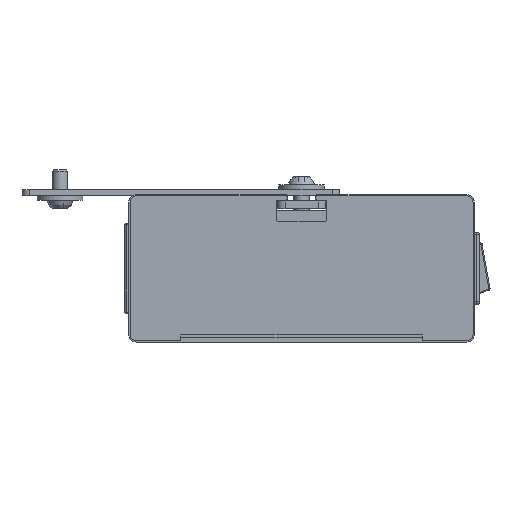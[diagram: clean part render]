
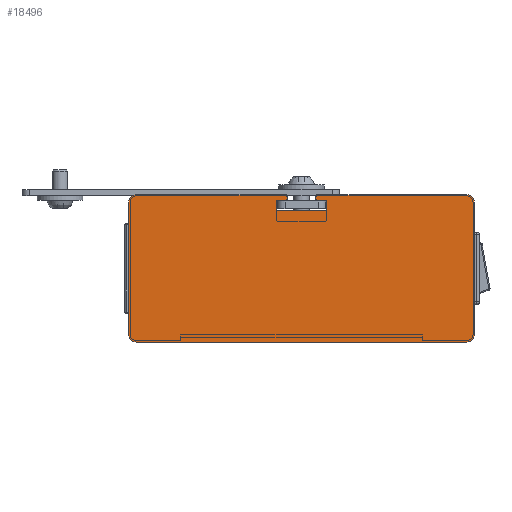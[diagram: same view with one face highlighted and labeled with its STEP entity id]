
A CAD part, left-side view. The second image highlights one B-rep face of the part: STEP entity #18496.
In plain terms, the highlighted planar face has unit normal (-1, 0, 0).
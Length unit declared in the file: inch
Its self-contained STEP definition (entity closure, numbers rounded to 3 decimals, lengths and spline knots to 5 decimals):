
#600=CIRCLE('',#19888,0.00787);
#602=CIRCLE('',#19892,0.00787);
#604=CIRCLE('',#19896,0.00787);
#606=CIRCLE('',#19900,0.00787);
#608=CIRCLE('',#19904,0.02953);
#610=CIRCLE('',#19908,0.02953);
#612=CIRCLE('',#19912,0.11811);
#614=CIRCLE('',#19916,0.11811);
#616=CIRCLE('',#19920,0.11811);
#618=CIRCLE('',#19924,0.11811);
#620=CIRCLE('',#19928,0.02953);
#622=CIRCLE('',#19932,0.02953);
#1040=FACE_OUTER_BOUND('',#2015,.T.);
#2015=EDGE_LOOP('',(#12488,#12489,#12490,#12491,#12492,#12493,#12494,#12495,
#12496,#12497,#12498,#12499,#12500,#12501,#12502,#12503,#12504,#12505,#12506,
#12507,#12508,#12509,#12510,#12511));
#3301=LINE('',#26138,#5638);
#3306=LINE('',#26151,#5643);
#3310=LINE('',#26163,#5647);
#3314=LINE('',#26175,#5651);
#3318=LINE('',#26187,#5655);
#3322=LINE('',#26199,#5659);
#3326=LINE('',#26211,#5663);
#3330=LINE('',#26223,#5667);
#3334=LINE('',#26235,#5671);
#3338=LINE('',#26247,#5675);
#3342=LINE('',#26259,#5679);
#3346=LINE('',#26271,#5683);
#5638=VECTOR('',#21194,1.);
#5643=VECTOR('',#21207,1.);
#5647=VECTOR('',#21219,1.);
#5651=VECTOR('',#21231,1.);
#5655=VECTOR('',#21243,1.);
#5659=VECTOR('',#21255,1.);
#5663=VECTOR('',#21267,1.);
#5667=VECTOR('',#21279,1.);
#5671=VECTOR('',#21291,1.);
#5675=VECTOR('',#21303,1.);
#5679=VECTOR('',#21315,1.);
#5683=VECTOR('',#21327,1.);
#7975=VERTEX_POINT('',#26135);
#7976=VERTEX_POINT('',#26137);
#7978=VERTEX_POINT('',#26143);
#7980=VERTEX_POINT('',#26149);
#7982=VERTEX_POINT('',#26155);
#7984=VERTEX_POINT('',#26161);
#7986=VERTEX_POINT('',#26167);
#7988=VERTEX_POINT('',#26173);
#7990=VERTEX_POINT('',#26179);
#7992=VERTEX_POINT('',#26185);
#7994=VERTEX_POINT('',#26191);
#7996=VERTEX_POINT('',#26197);
#7998=VERTEX_POINT('',#26203);
#8000=VERTEX_POINT('',#26209);
#8002=VERTEX_POINT('',#26215);
#8004=VERTEX_POINT('',#26221);
#8006=VERTEX_POINT('',#26227);
#8008=VERTEX_POINT('',#26233);
#8010=VERTEX_POINT('',#26239);
#8012=VERTEX_POINT('',#26245);
#8014=VERTEX_POINT('',#26251);
#8016=VERTEX_POINT('',#26257);
#8018=VERTEX_POINT('',#26263);
#8020=VERTEX_POINT('',#26269);
#9720=EDGE_CURVE('',#7975,#7976,#3301,.T.);
#9724=EDGE_CURVE('',#7975,#7978,#600,.T.);
#9727=EDGE_CURVE('',#7978,#7980,#3306,.T.);
#9730=EDGE_CURVE('',#7980,#7982,#602,.T.);
#9733=EDGE_CURVE('',#7982,#7984,#3310,.T.);
#9736=EDGE_CURVE('',#7984,#7986,#604,.T.);
#9739=EDGE_CURVE('',#7988,#7986,#3314,.T.);
#9742=EDGE_CURVE('',#7988,#7990,#606,.T.);
#9745=EDGE_CURVE('',#7990,#7992,#3318,.T.);
#9748=EDGE_CURVE('',#7994,#7992,#608,.T.);
#9751=EDGE_CURVE('',#7996,#7994,#3322,.T.);
#9754=EDGE_CURVE('',#7998,#7996,#610,.T.);
#9757=EDGE_CURVE('',#7998,#8000,#3326,.T.);
#9760=EDGE_CURVE('',#8002,#8000,#612,.T.);
#9763=EDGE_CURVE('',#8002,#8004,#3330,.T.);
#9766=EDGE_CURVE('',#8006,#8004,#614,.T.);
#9769=EDGE_CURVE('',#8006,#8008,#3334,.T.);
#9772=EDGE_CURVE('',#8010,#8008,#616,.T.);
#9775=EDGE_CURVE('',#8010,#8012,#3338,.T.);
#9778=EDGE_CURVE('',#8014,#8012,#618,.T.);
#9781=EDGE_CURVE('',#8014,#8016,#3342,.T.);
#9784=EDGE_CURVE('',#8018,#8016,#620,.T.);
#9787=EDGE_CURVE('',#8018,#8020,#3346,.T.);
#9789=EDGE_CURVE('',#7976,#8020,#622,.T.);
#12488=ORIENTED_EDGE('',*,*,#9789,.F.);
#12489=ORIENTED_EDGE('',*,*,#9720,.F.);
#12490=ORIENTED_EDGE('',*,*,#9724,.T.);
#12491=ORIENTED_EDGE('',*,*,#9727,.T.);
#12492=ORIENTED_EDGE('',*,*,#9730,.T.);
#12493=ORIENTED_EDGE('',*,*,#9733,.T.);
#12494=ORIENTED_EDGE('',*,*,#9736,.T.);
#12495=ORIENTED_EDGE('',*,*,#9739,.F.);
#12496=ORIENTED_EDGE('',*,*,#9742,.T.);
#12497=ORIENTED_EDGE('',*,*,#9745,.T.);
#12498=ORIENTED_EDGE('',*,*,#9748,.F.);
#12499=ORIENTED_EDGE('',*,*,#9751,.F.);
#12500=ORIENTED_EDGE('',*,*,#9754,.F.);
#12501=ORIENTED_EDGE('',*,*,#9757,.T.);
#12502=ORIENTED_EDGE('',*,*,#9760,.F.);
#12503=ORIENTED_EDGE('',*,*,#9763,.T.);
#12504=ORIENTED_EDGE('',*,*,#9766,.F.);
#12505=ORIENTED_EDGE('',*,*,#9769,.T.);
#12506=ORIENTED_EDGE('',*,*,#9772,.F.);
#12507=ORIENTED_EDGE('',*,*,#9775,.T.);
#12508=ORIENTED_EDGE('',*,*,#9778,.F.);
#12509=ORIENTED_EDGE('',*,*,#9781,.T.);
#12510=ORIENTED_EDGE('',*,*,#9784,.F.);
#12511=ORIENTED_EDGE('',*,*,#9787,.T.);
#17681=PLANE('',#19934);
#18496=ADVANCED_FACE('',(#1040),#17681,.F.);
#19888=AXIS2_PLACEMENT_3D('',#26145,#21201,#21202);
#19892=AXIS2_PLACEMENT_3D('',#26157,#21213,#21214);
#19896=AXIS2_PLACEMENT_3D('',#26169,#21225,#21226);
#19900=AXIS2_PLACEMENT_3D('',#26181,#21237,#21238);
#19904=AXIS2_PLACEMENT_3D('',#26193,#21249,#21250);
#19908=AXIS2_PLACEMENT_3D('',#26205,#21261,#21262);
#19912=AXIS2_PLACEMENT_3D('',#26217,#21273,#21274);
#19916=AXIS2_PLACEMENT_3D('',#26229,#21285,#21286);
#19920=AXIS2_PLACEMENT_3D('',#26241,#21297,#21298);
#19924=AXIS2_PLACEMENT_3D('',#26253,#21309,#21310);
#19928=AXIS2_PLACEMENT_3D('',#26265,#21321,#21322);
#19932=AXIS2_PLACEMENT_3D('',#26274,#21332,#21333);
#19934=AXIS2_PLACEMENT_3D('',#26276,#21336,#21337);
#21194=DIRECTION('',(0.,1.,0.));
#21201=DIRECTION('center_axis',(1.,0.,0.));
#21202=DIRECTION('ref_axis',(0.,1.,0.));
#21207=DIRECTION('',(0.,0.,-1.));
#21213=DIRECTION('center_axis',(1.,0.,0.));
#21214=DIRECTION('ref_axis',(0.,1.,0.));
#21219=DIRECTION('',(0.,1.,0.));
#21225=DIRECTION('center_axis',(1.,0.,0.));
#21226=DIRECTION('ref_axis',(0.,1.,0.));
#21231=DIRECTION('',(0.,0.,-1.));
#21237=DIRECTION('center_axis',(1.,0.,0.));
#21238=DIRECTION('ref_axis',(0.,1.,0.));
#21243=DIRECTION('',(0.,-1.,0.));
#21249=DIRECTION('center_axis',(1.,0.,0.));
#21250=DIRECTION('ref_axis',(0.,1.,0.));
#21255=DIRECTION('',(0.,0.,-1.));
#21261=DIRECTION('center_axis',(1.,0.,0.));
#21262=DIRECTION('ref_axis',(0.,1.,0.));
#21267=DIRECTION('',(0.,1.,0.));
#21273=DIRECTION('center_axis',(1.,0.,0.));
#21274=DIRECTION('ref_axis',(0.,1.,0.));
#21279=DIRECTION('',(0.,0.,-1.));
#21285=DIRECTION('center_axis',(1.,0.,0.));
#21286=DIRECTION('ref_axis',(0.,1.,0.));
#21291=DIRECTION('',(0.,-1.,0.));
#21297=DIRECTION('center_axis',(1.,0.,0.));
#21298=DIRECTION('ref_axis',(0.,1.,0.));
#21303=DIRECTION('',(0.,0.,1.));
#21309=DIRECTION('center_axis',(1.,0.,0.));
#21310=DIRECTION('ref_axis',(0.,1.,0.));
#21315=DIRECTION('',(0.,1.,0.));
#21321=DIRECTION('center_axis',(1.,0.,0.));
#21322=DIRECTION('ref_axis',(0.,1.,0.));
#21327=DIRECTION('',(0.,0.,-1.));
#21332=DIRECTION('center_axis',(1.,0.,0.));
#21333=DIRECTION('ref_axis',(0.,1.,0.));
#21336=DIRECTION('center_axis',(1.,0.,0.));
#21337=DIRECTION('ref_axis',(0.,1.,0.));
#26135=CARTESIAN_POINT('',(0.,-0.37992,2.18898));
#26137=CARTESIAN_POINT('',(0.,-0.25197,2.18898));
#26138=CARTESIAN_POINT('',(0.,-0.37992,2.18898));
#26143=CARTESIAN_POINT('',(0.,-0.3878,2.1811));
#26145=CARTESIAN_POINT('Origin',(0.,-0.37992,2.1811));
#26149=CARTESIAN_POINT('',(0.,-0.3878,2.05118));
#26151=CARTESIAN_POINT('',(0.,-0.3878,2.1811));
#26155=CARTESIAN_POINT('',(0.,-0.37992,2.04331));
#26157=CARTESIAN_POINT('Origin',(0.,-0.37992,2.05118));
#26161=CARTESIAN_POINT('',(0.,0.37992,2.04331));
#26163=CARTESIAN_POINT('',(0.,-0.37992,2.04331));
#26167=CARTESIAN_POINT('',(0.,0.3878,2.05118));
#26169=CARTESIAN_POINT('Origin',(0.,0.37992,2.05118));
#26173=CARTESIAN_POINT('',(0.,0.3878,2.1811));
#26175=CARTESIAN_POINT('',(0.,0.3878,2.1811));
#26179=CARTESIAN_POINT('',(0.,0.37992,2.18898));
#26181=CARTESIAN_POINT('Origin',(0.,0.37992,2.1811));
#26185=CARTESIAN_POINT('',(0.,0.25197,2.18898));
#26187=CARTESIAN_POINT('',(0.,0.37992,2.18898));
#26191=CARTESIAN_POINT('',(0.,0.22244,2.2185));
#26193=CARTESIAN_POINT('Origin',(0.,0.25197,2.2185));
#26197=CARTESIAN_POINT('',(0.,0.22244,2.25394));
#26199=CARTESIAN_POINT('',(0.,0.22244,2.25394));
#26203=CARTESIAN_POINT('',(0.,0.25197,2.28346));
#26205=CARTESIAN_POINT('Origin',(0.,0.25197,2.25394));
#26209=CARTESIAN_POINT('',(0.,2.55906,2.28346));
#26211=CARTESIAN_POINT('',(0.,0.25197,2.28346));
#26215=CARTESIAN_POINT('',(0.,2.67717,2.16535));
#26217=CARTESIAN_POINT('Origin',(0.,2.55906,2.16535));
#26221=CARTESIAN_POINT('',(0.,2.67717,0.11811));
#26223=CARTESIAN_POINT('',(0.,2.67717,2.16535));
#26227=CARTESIAN_POINT('',(0.,2.55906,0.));
#26229=CARTESIAN_POINT('Origin',(0.,2.55906,0.11811));
#26233=CARTESIAN_POINT('',(0.,-2.55906,0.));
#26235=CARTESIAN_POINT('',(0.,2.55906,0.));
#26239=CARTESIAN_POINT('',(0.,-2.67717,0.11811));
#26241=CARTESIAN_POINT('Origin',(0.,-2.55906,0.11811));
#26245=CARTESIAN_POINT('',(0.,-2.67717,2.16535));
#26247=CARTESIAN_POINT('',(0.,-2.67717,0.11811));
#26251=CARTESIAN_POINT('',(0.,-2.55906,2.28346));
#26253=CARTESIAN_POINT('Origin',(0.,-2.55906,2.16535));
#26257=CARTESIAN_POINT('',(0.,-0.25197,2.28346));
#26259=CARTESIAN_POINT('',(0.,-2.55906,2.28346));
#26263=CARTESIAN_POINT('',(0.,-0.22244,2.25394));
#26265=CARTESIAN_POINT('Origin',(0.,-0.25197,2.25394));
#26269=CARTESIAN_POINT('',(0.,-0.22244,2.2185));
#26271=CARTESIAN_POINT('',(0.,-0.22244,2.25394));
#26274=CARTESIAN_POINT('Origin',(0.,-0.25197,2.2185));
#26276=CARTESIAN_POINT('Origin',(0.,0.,1.20116));
